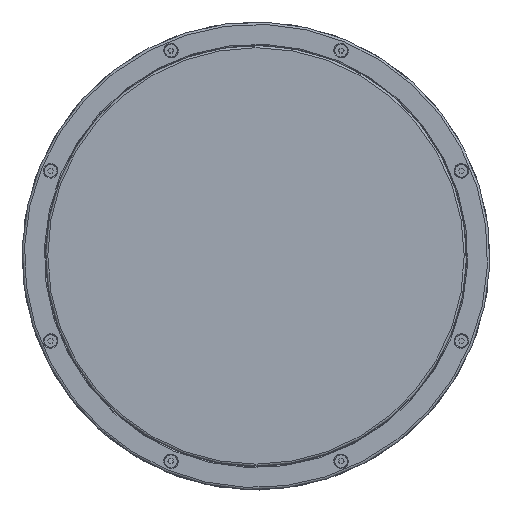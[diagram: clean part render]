
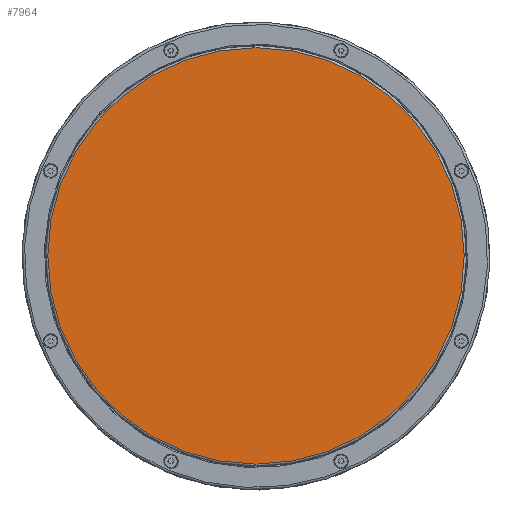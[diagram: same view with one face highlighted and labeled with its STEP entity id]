
A CAD part, top view. The second image highlights one B-rep face of the part: STEP entity #7964.
In plain terms, the highlighted planar face has unit normal (0, 0, 1).
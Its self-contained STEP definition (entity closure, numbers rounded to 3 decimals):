
#17 = PLANE ( 'NONE',  #137 ) ;
#137 = AXIS2_PLACEMENT_3D ( 'NONE', #8871, #15543, #6144 ) ;
#1651 = DIRECTION ( 'NONE',  ( 0., 0., 1. ) ) ;
#4838 = VERTEX_POINT ( 'NONE', #23416 ) ;
#6144 = DIRECTION ( 'NONE',  ( 1., 0., 0. ) ) ;
#6521 = ORIENTED_EDGE ( 'NONE', *, *, #11093, .T. ) ;
#6618 = EDGE_LOOP ( 'NONE', ( #6521 ) ) ;
#7964 = ADVANCED_FACE ( 'NONE', ( #11364 ), #17, .T. ) ;
#8871 = CARTESIAN_POINT ( 'NONE',  ( -5.858, 50.022, 12.5 ) ) ;
#9385 = AXIS2_PLACEMENT_3D ( 'NONE', #13925, #1651, #15954 ) ;
#11093 = EDGE_CURVE ( 'NONE', #4838, #4838, #24320, .T. ) ;
#11364 = FACE_OUTER_BOUND ( 'NONE', #6618, .T. ) ;
#13925 = CARTESIAN_POINT ( 'NONE',  ( -5.858, 50.022, 12.5 ) ) ;
#15543 = DIRECTION ( 'NONE',  ( 0., 0., 1. ) ) ;
#15954 = DIRECTION ( 'NONE',  ( 1., 0., 0. ) ) ;
#23416 = CARTESIAN_POINT ( 'NONE',  ( 83.142, 50.022, 12.5 ) ) ;
#24320 = CIRCLE ( 'NONE', #9385, 89. ) ;
